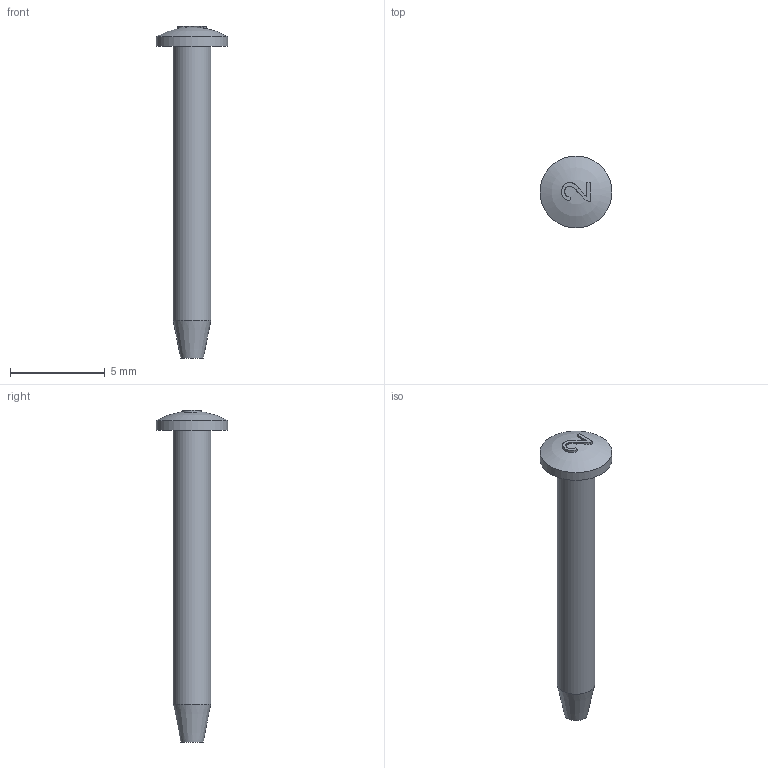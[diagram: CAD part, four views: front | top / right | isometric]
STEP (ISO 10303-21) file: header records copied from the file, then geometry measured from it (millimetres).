
FILE_DESCRIPTION(/* description */ (''),/* implementation_level */ '2;1');
FILE_NAME(/* name */ '28781_7_KDS_KES-VS_2.stp',/* time_stamp */ '2020-04-16T11:04:31+02:00',/* author */ (''),/* organization */ (''),/* preprocessor_version */ 'ST-DEVELOPER v16.7',/* originating_system */ 'SIEMENS PLM Software NX 12.0',/* authorisation */ '');
FILE_SCHEMA (('AUTOMOTIVE_DESIGN { 1 0 10303 214 3 1 1 1 }'));
Length unit declared in the file: millimetre
Products named in the file (1): 28781_7_KDS_KES-VS_2
Bounding box: 3.8 x 3.8 x 17.56 mm (x, y, z)
Volume: 58.3 mm3; surface area: 129.5 mm2
Topology: 1 solids, 1 shells, 18 faces, 45 edges, 30 vertices
Faces by surface type: plane 7, extrusion 7, cylinder 2, sphere 1, cone 1
Full cylindrical faces by diameter (mm): 2 x1, 3.8 x1
Entity records: 701 total; most frequent: CARTESIAN_POINT 306, ORIENTED_EDGE 76, DIRECTION 60, EDGE_CURVE 38, VERTEX_POINT 27, B_SPLINE_CURVE_WITH_KNOTS 25, EDGE_LOOP 23, AXIS2_PLACEMENT_3D 21
